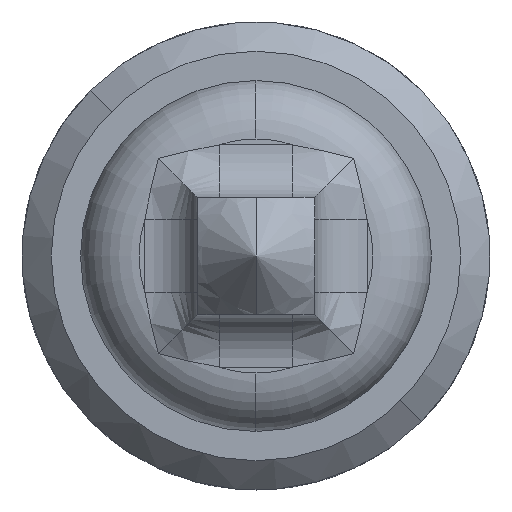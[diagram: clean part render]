
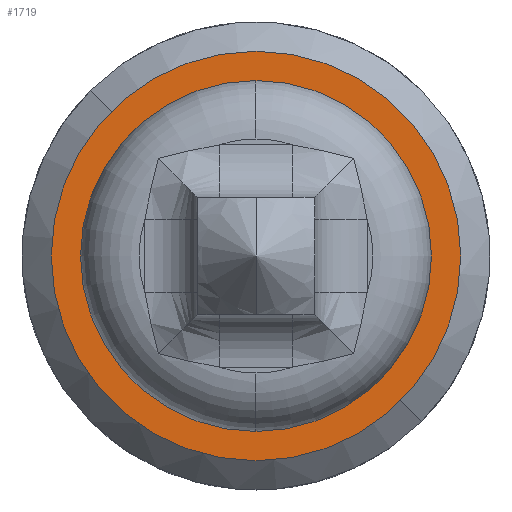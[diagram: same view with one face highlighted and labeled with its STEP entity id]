
A CAD part, front view. The second image highlights one B-rep face of the part: STEP entity #1719.
In plain terms, the highlighted planar face has unit normal (0, -1, 0).
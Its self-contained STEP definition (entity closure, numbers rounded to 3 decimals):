
#120 = CIRCLE ( 'NONE', #3072, 1.5 ) ;
#229 = DIRECTION ( 'NONE',  ( 0., 1., 0. ) ) ;
#319 = ORIENTED_EDGE ( 'NONE', *, *, #2175, .T. ) ;
#357 = FACE_OUTER_BOUND ( 'NONE', #3212, .T. ) ;
#426 = AXIS2_PLACEMENT_3D ( 'NONE', #2134, #229, #1366 ) ;
#506 = ORIENTED_EDGE ( 'NONE', *, *, #3884, .F. ) ;
#533 = VERTEX_POINT ( 'NONE', #2873 ) ;
#539 = FACE_BOUND ( 'NONE', #573, .T. ) ;
#573 = EDGE_LOOP ( 'NONE', ( #2142, #319 ) ) ;
#589 = PLANE ( 'NONE',  #426 ) ;
#722 = DIRECTION ( 'NONE',  ( 0., 0., 1. ) ) ;
#911 = DIRECTION ( 'NONE',  ( 0., 1., 0. ) ) ;
#928 = AXIS2_PLACEMENT_3D ( 'NONE', #2210, #3748, #722 ) ;
#1294 = ORIENTED_EDGE ( 'NONE', *, *, #1425, .F. ) ;
#1366 = DIRECTION ( 'NONE',  ( 0., 0., 1. ) ) ;
#1383 = DIRECTION ( 'NONE',  ( 0., 0., 1. ) ) ;
#1425 = EDGE_CURVE ( 'Defeature ausgef�hrt1_19+Defeature ausgef�hrt1_18+Defeature ausgef�hrt1_18+Defeature ausgef�hrt1_18', #2876, #3553, #4664, .T. ) ;
#1443 = AXIS2_PLACEMENT_3D ( 'NONE', #4808, #2900, #1383 ) ;
#1682 = EDGE_CURVE ( 'Defeature ausgef�hrt1_18+Defeature ausgef�hrt1_17+Defeature ausgef�hrt1_17+Defeature ausgef�hrt1_17', #4570, #533, #3822, .T. ) ;
#1719 = ADVANCED_FACE ( 'Defeature ausgef�hrt1_18', ( #357, #539 ), #589, .F. ) ;
#2112 = DIRECTION ( 'NONE',  ( 0., 0., 1. ) ) ;
#2134 = CARTESIAN_POINT ( 'NONE',  ( 1.75, -2., 0. ) ) ;
#2142 = ORIENTED_EDGE ( 'NONE', *, *, #1682, .T. ) ;
#2154 = CARTESIAN_POINT ( 'NONE',  ( 0., -2., 1.75 ) ) ;
#2175 = EDGE_CURVE ( 'Defeature ausgef�hrt1_18+Defeature ausgef�hrt1_17+Defeature ausgef�hrt1_17+Defeature ausgef�hrt1_17', #533, #4570, #120, .T. ) ;
#2210 = CARTESIAN_POINT ( 'NONE',  ( 0., -2., 0. ) ) ;
#2218 = CARTESIAN_POINT ( 'NONE',  ( 0., -2., 0. ) ) ;
#2383 = CARTESIAN_POINT ( 'NONE',  ( 0., -2., 1.5 ) ) ;
#2873 = CARTESIAN_POINT ( 'NONE',  ( 0., -2., -1.5 ) ) ;
#2876 = VERTEX_POINT ( 'NONE', #4273 ) ;
#2900 = DIRECTION ( 'NONE',  ( 0., 1., 0. ) ) ;
#3032 = DIRECTION ( 'NONE',  ( 0., 0., 1. ) ) ;
#3072 = AXIS2_PLACEMENT_3D ( 'NONE', #2218, #3409, #3032 ) ;
#3212 = EDGE_LOOP ( 'NONE', ( #506, #1294 ) ) ;
#3217 = CARTESIAN_POINT ( 'NONE',  ( 0., -2., 0. ) ) ;
#3409 = DIRECTION ( 'NONE',  ( 0., 1., 0. ) ) ;
#3553 = VERTEX_POINT ( 'NONE', #2154 ) ;
#3748 = DIRECTION ( 'NONE',  ( 0., 1., 0. ) ) ;
#3822 = CIRCLE ( 'NONE', #1443, 1.5 ) ;
#3884 = EDGE_CURVE ( 'Defeature ausgef�hrt1_19+Defeature ausgef�hrt1_18+Defeature ausgef�hrt1_18+Defeature ausgef�hrt1_18', #3553, #2876, #4479, .T. ) ;
#4117 = AXIS2_PLACEMENT_3D ( 'NONE', #3217, #911, #2112 ) ;
#4273 = CARTESIAN_POINT ( 'NONE',  ( 0., -2., -1.75 ) ) ;
#4479 = CIRCLE ( 'NONE', #4117, 1.75 ) ;
#4570 = VERTEX_POINT ( 'NONE', #2383 ) ;
#4664 = CIRCLE ( 'NONE', #928, 1.75 ) ;
#4808 = CARTESIAN_POINT ( 'NONE',  ( 0., -2., 0. ) ) ;
